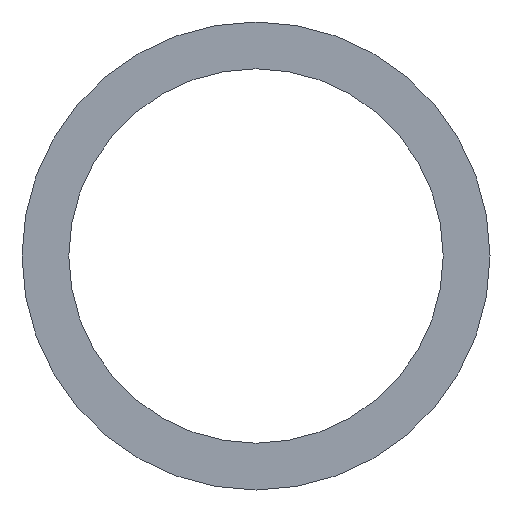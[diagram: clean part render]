
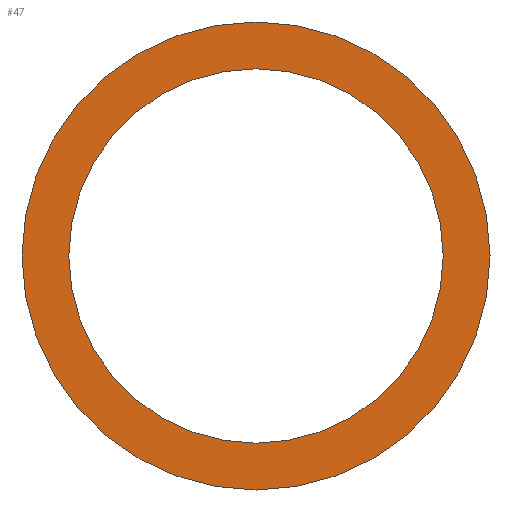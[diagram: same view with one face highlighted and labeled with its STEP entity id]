
A CAD part, front view. The second image highlights one B-rep face of the part: STEP entity #47.
In plain terms, the highlighted planar face has unit normal (0, -1, 0).
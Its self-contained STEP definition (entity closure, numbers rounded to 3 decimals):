
#10 = AXIS2_PLACEMENT_3D ( 'NONE', #195, #94, #215 ) ;
#11 = FACE_OUTER_BOUND ( 'NONE', #141, .T. ) ;
#14 = CIRCLE ( 'NONE', #190, 5. ) ;
#18 = DIRECTION ( 'NONE',  ( 0., 1., 0. ) ) ;
#32 = CARTESIAN_POINT ( 'NONE',  ( 0., 0., 0. ) ) ;
#43 = EDGE_CURVE ( 'NONE', #221, #58, #134, .T. ) ;
#46 = DIRECTION ( 'NONE',  ( 0., 1., 0. ) ) ;
#47 = ADVANCED_FACE ( 'NONE', ( #11, #200 ), #92, .F. ) ;
#49 = DIRECTION ( 'NONE',  ( 0., 0., 1. ) ) ;
#58 = VERTEX_POINT ( 'NONE', #71 ) ;
#63 = EDGE_CURVE ( 'NONE', #158, #111, #95, .T. ) ;
#68 = AXIS2_PLACEMENT_3D ( 'NONE', #187, #128, #143 ) ;
#70 = CIRCLE ( 'NONE', #10, 4. ) ;
#71 = CARTESIAN_POINT ( 'NONE',  ( 0., 0., -4. ) ) ;
#85 = ORIENTED_EDGE ( 'NONE', *, *, #43, .T. ) ;
#86 = ORIENTED_EDGE ( 'NONE', *, *, #135, .F. ) ;
#90 = ORIENTED_EDGE ( 'NONE', *, *, #102, .T. ) ;
#92 = PLANE ( 'NONE',  #217 ) ;
#94 = DIRECTION ( 'NONE',  ( 0., 1., 0. ) ) ;
#95 = CIRCLE ( 'NONE', #234, 5. ) ;
#99 = EDGE_LOOP ( 'NONE', ( #90, #85 ) ) ;
#102 = EDGE_CURVE ( 'NONE', #58, #221, #70, .T. ) ;
#111 = VERTEX_POINT ( 'NONE', #171 ) ;
#128 = DIRECTION ( 'NONE',  ( 0., 1., 0. ) ) ;
#130 = DIRECTION ( 'NONE',  ( 0., 0., 1. ) ) ;
#134 = CIRCLE ( 'NONE', #68, 4. ) ;
#135 = EDGE_CURVE ( 'NONE', #111, #158, #14, .T. ) ;
#141 = EDGE_LOOP ( 'NONE', ( #207, #86 ) ) ;
#143 = DIRECTION ( 'NONE',  ( 0., 0., 1. ) ) ;
#151 = CARTESIAN_POINT ( 'NONE',  ( 0., 0., 4. ) ) ;
#158 = VERTEX_POINT ( 'NONE', #232 ) ;
#171 = CARTESIAN_POINT ( 'NONE',  ( 0., 0., 5. ) ) ;
#176 = CARTESIAN_POINT ( 'NONE',  ( 0., 0., 0. ) ) ;
#186 = DIRECTION ( 'NONE',  ( 0., 0., 1. ) ) ;
#187 = CARTESIAN_POINT ( 'NONE',  ( 0., 0., 0. ) ) ;
#190 = AXIS2_PLACEMENT_3D ( 'NONE', #176, #18, #130 ) ;
#195 = CARTESIAN_POINT ( 'NONE',  ( 0., 0., 0. ) ) ;
#200 = FACE_BOUND ( 'NONE', #99, .T. ) ;
#207 = ORIENTED_EDGE ( 'NONE', *, *, #63, .F. ) ;
#208 = DIRECTION ( 'NONE',  ( 0., 1., 0. ) ) ;
#215 = DIRECTION ( 'NONE',  ( 0., 0., 1. ) ) ;
#217 = AXIS2_PLACEMENT_3D ( 'NONE', #227, #208, #49 ) ;
#221 = VERTEX_POINT ( 'NONE', #151 ) ;
#227 = CARTESIAN_POINT ( 'NONE',  ( 0., 0., 0. ) ) ;
#232 = CARTESIAN_POINT ( 'NONE',  ( 0., 0., -5. ) ) ;
#234 = AXIS2_PLACEMENT_3D ( 'NONE', #32, #46, #186 ) ;
